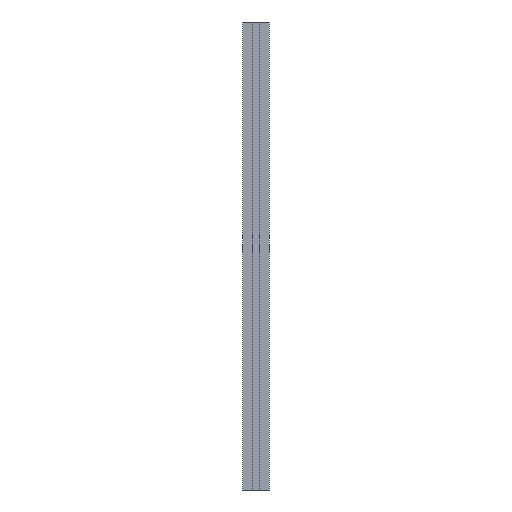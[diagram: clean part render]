
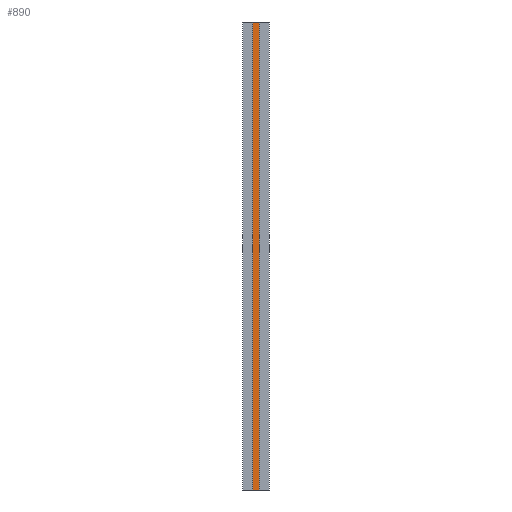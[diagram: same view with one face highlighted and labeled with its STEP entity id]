
A CAD part, front view. The second image highlights one B-rep face of the part: STEP entity #890.
In plain terms, the highlighted planar face has unit normal (0, -1, 0).
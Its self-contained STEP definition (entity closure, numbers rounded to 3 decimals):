
#28=FACE_OUTER_BOUND('',#74,.T.);
#74=EDGE_LOOP('',(#643,#644,#645,#646));
#147=LINE('',#1291,#263);
#173=LINE('',#1355,#289);
#175=LINE('',#1359,#291);
#176=LINE('',#1360,#292);
#263=VECTOR('',#1033,10.);
#289=VECTOR('',#1079,10.);
#291=VECTOR('',#1083,10.);
#292=VECTOR('',#1084,10.);
#382=VERTEX_POINT('',#1288);
#383=VERTEX_POINT('',#1290);
#411=VERTEX_POINT('',#1354);
#412=VERTEX_POINT('',#1358);
#470=EDGE_CURVE('',#383,#382,#147,.T.);
#502=EDGE_CURVE('',#411,#383,#173,.T.);
#504=EDGE_CURVE('',#412,#382,#175,.T.);
#505=EDGE_CURVE('',#411,#412,#176,.T.);
#643=ORIENTED_EDGE('',*,*,#470,.T.);
#644=ORIENTED_EDGE('',*,*,#504,.F.);
#645=ORIENTED_EDGE('',*,*,#505,.F.);
#646=ORIENTED_EDGE('',*,*,#502,.T.);
#851=PLANE('',#959);
#890=ADVANCED_FACE('',(#28),#851,.T.);
#959=AXIS2_PLACEMENT_3D('',#1357,#1081,#1082);
#1033=DIRECTION('',(-1.,0.,0.));
#1079=DIRECTION('',(0.,0.,1.));
#1081=DIRECTION('center_axis',(0.,-1.,0.));
#1082=DIRECTION('ref_axis',(1.,0.,0.));
#1083=DIRECTION('',(0.,0.,1.));
#1084=DIRECTION('',(-1.,0.,0.));
#1288=CARTESIAN_POINT('',(7.061,6.,350.));
#1290=CARTESIAN_POINT('',(12.939,6.,350.));
#1291=CARTESIAN_POINT('',(8.53,6.,350.));
#1354=CARTESIAN_POINT('',(12.939,6.,0.));
#1355=CARTESIAN_POINT('',(12.939,6.,0.));
#1357=CARTESIAN_POINT('Origin',(7.061,6.,0.));
#1358=CARTESIAN_POINT('',(7.061,6.,0.));
#1359=CARTESIAN_POINT('',(7.061,6.,0.));
#1360=CARTESIAN_POINT('',(12.939,6.,0.));
